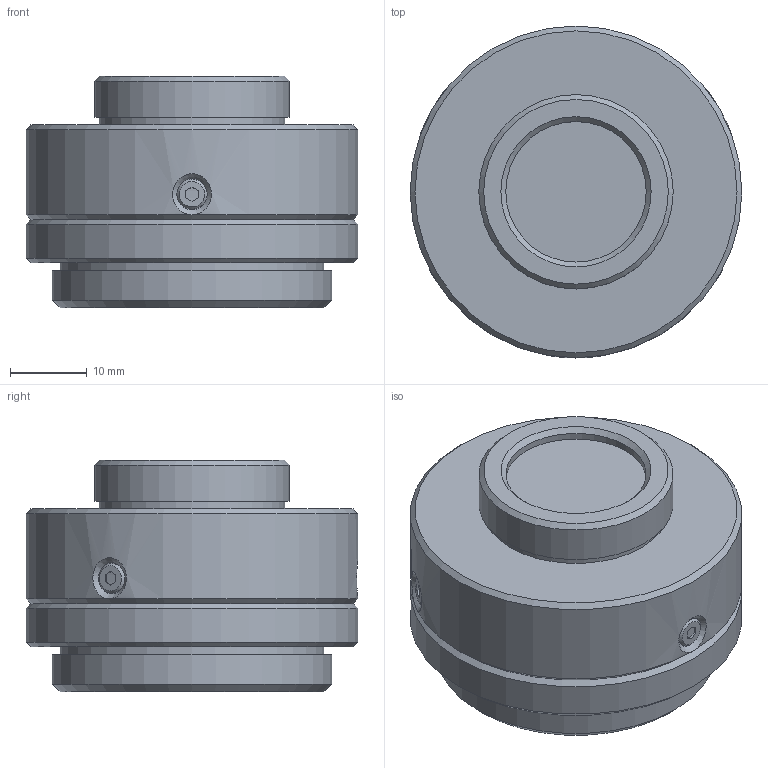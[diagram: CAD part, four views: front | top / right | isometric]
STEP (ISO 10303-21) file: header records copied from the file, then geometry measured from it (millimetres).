
FILE_DESCRIPTION((''),'2;1');
FILE_NAME('is-ca.stp','2010-02-22T11:35:19',('JC'),(''),'Autodesk Inventor 11','Autodesk Inventor 11','');
FILE_SCHEMA(('AUTOMOTIVE_DESIGN { 1 0 10303 214 1 1 1 1 }'));
Length unit declared in the file: inch
Products named in the file (1): IS-CA1
Bounding box: 43.18 x 43.18 x 30.15 mm (x, y, z)
Volume: 33945.8 mm3; surface area: 6879.2 mm2
Topology: 1 solids, 1 shells, 60 faces, 137 edges, 88 vertices
Faces by surface type: plane 29, cylinder 17, cone 14
Full cylindrical faces by diameter (mm): 18.288 x1, 24.13 x1, 25.298 x1, 25.718 x1, 34.29 x1, 36.373 x1, 43.18 x2
Entity records: 1746 total; most frequent: CARTESIAN_POINT 507, DIRECTION 256, ORIENTED_EDGE 212, AXIS2_PLACEMENT_3D 107, EDGE_CURVE 106, EDGE_LOOP 91, VERTEX_POINT 79, FACE_OUTER_BOUND 60
